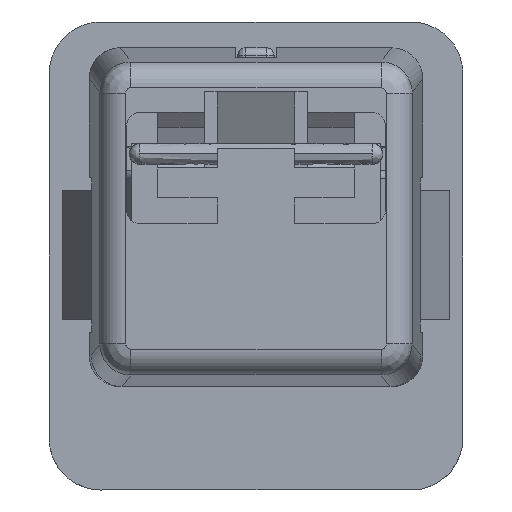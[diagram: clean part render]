
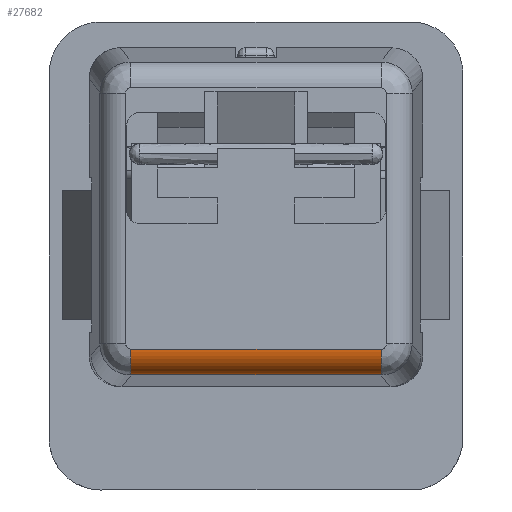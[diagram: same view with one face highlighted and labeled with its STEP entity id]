
A CAD part, left-side view. The second image highlights one B-rep face of the part: STEP entity #27682.
In plain terms, the highlighted free-form (B-spline) face has degree [1, 2] with [2, 3] control points.
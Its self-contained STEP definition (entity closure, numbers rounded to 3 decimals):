
#27592=CARTESIAN_POINT('',(-22.554,4.84,-6.152));
#27593=VERTEX_POINT('',#27592);
#27607=CARTESIAN_POINT('',(-23.5,4.84,-5.153));
#27608=VERTEX_POINT('',#27607);
#27609=CARTESIAN_POINT('',(-22.554,4.84,-6.152));
#27610=CARTESIAN_POINT('',(-23.5,4.84,-6.1));
#27611=CARTESIAN_POINT('',(-23.5,4.84,-5.153));
#27619=(BOUNDED_CURVE()B_SPLINE_CURVE(2,(#27609,#27610,#27611),.UNSPECIFIED.,.F.,.U.)CURVE()GEOMETRIC_REPRESENTATION_ITEM()QUASI_UNIFORM_CURVE()RATIONAL_B_SPLINE_CURVE((1.0,0.726,1.0))REPRESENTATION_ITEM(''));
#27620=EDGE_CURVE('',#27593,#27608,#27619,.T.);
#27638=CARTESIAN_POINT('',(-22.526,5.082,-6.153));
#27639=CARTESIAN_POINT('',(-22.526,-5.088,-6.153));
#27640=CARTESIAN_POINT('',(-23.569,5.082,-6.125));
#27641=CARTESIAN_POINT('',(-23.569,-5.088,-6.125));
#27642=CARTESIAN_POINT('',(-23.498,5.082,-5.085));
#27643=CARTESIAN_POINT('',(-23.498,-5.088,-5.085));
#27651=(BOUNDED_SURFACE()B_SPLINE_SURFACE(1,2,((#27638,#27640,#27642),(#27639,#27641,#27643)),.UNSPECIFIED.,.F.,.F.,.U.)B_SPLINE_SURFACE_WITH_KNOTS((2,2),(3,3),(0.0,10.171),(0.0,0.993),.UNSPECIFIED.)GEOMETRIC_REPRESENTATION_ITEM()RATIONAL_B_SPLINE_SURFACE(((1.0,0.691,0.996),(1.0,0.691,0.996)))REPRESENTATION_ITEM('')SURFACE());
#27652=CARTESIAN_POINT('',(-22.554,-4.84,-6.152));
#27653=VERTEX_POINT('',#27652);
#27654=CARTESIAN_POINT('',(-23.5,-4.84,-5.153));
#27655=VERTEX_POINT('',#27654);
#27656=CARTESIAN_POINT('',(-22.554,-4.84,-6.152));
#27657=CARTESIAN_POINT('',(-23.5,-4.84,-6.1));
#27658=CARTESIAN_POINT('',(-23.5,-4.84,-5.153));
#27666=(BOUNDED_CURVE()B_SPLINE_CURVE(2,(#27656,#27657,#27658),.UNSPECIFIED.,.F.,.U.)CURVE()GEOMETRIC_REPRESENTATION_ITEM()QUASI_UNIFORM_CURVE()RATIONAL_B_SPLINE_CURVE((1.0,0.726,1.0))REPRESENTATION_ITEM(''));
#27667=EDGE_CURVE('',#27653,#27655,#27666,.T.);
#27668=ORIENTED_EDGE('',*,*,#27667,.T.);
#27669=CARTESIAN_POINT('',(-23.5,4.84,-5.153));
#27670=CARTESIAN_POINT('',(-23.5,-4.84,-5.153));
#27671=QUASI_UNIFORM_CURVE('',1,(#27669,#27670),.UNSPECIFIED.,.F.,.U.);
#27672=EDGE_CURVE('',#27608,#27655,#27671,.T.);
#27673=ORIENTED_EDGE('',*,*,#27672,.F.);
#27674=ORIENTED_EDGE('',*,*,#27620,.F.);
#27675=CARTESIAN_POINT('',(-22.554,-4.84,-6.152));
#27676=CARTESIAN_POINT('',(-22.554,4.84,-6.152));
#27677=QUASI_UNIFORM_CURVE('',1,(#27675,#27676),.UNSPECIFIED.,.F.,.U.);
#27678=EDGE_CURVE('',#27653,#27593,#27677,.T.);
#27679=ORIENTED_EDGE('',*,*,#27678,.F.);
#27680=EDGE_LOOP('',(#27668,#27673,#27674,#27679));
#27681=FACE_OUTER_BOUND('',#27680,.T.);
#27682=ADVANCED_FACE('',(#27681),#27651,.T.);
